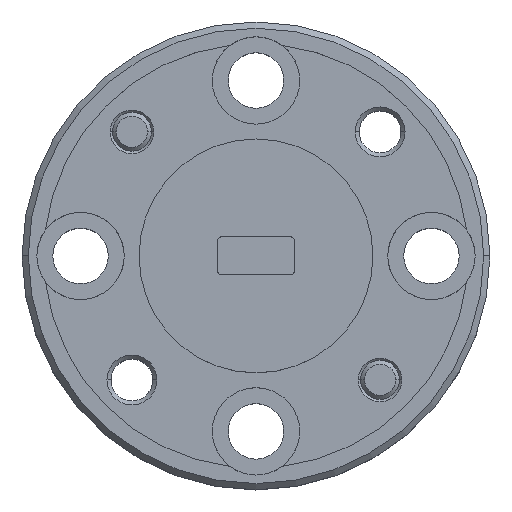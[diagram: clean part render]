
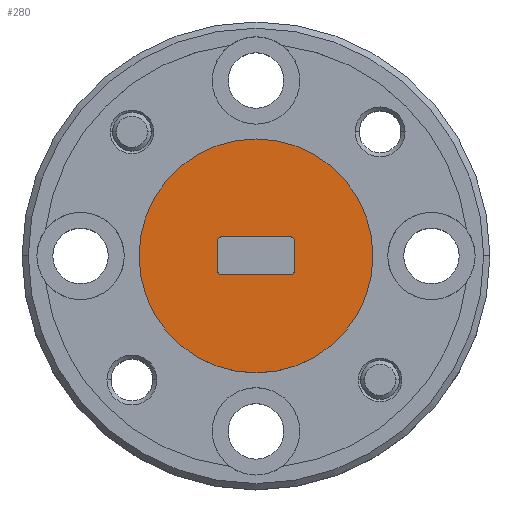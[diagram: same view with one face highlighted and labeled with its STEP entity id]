
A CAD part, top view. The second image highlights one B-rep face of the part: STEP entity #280.
In plain terms, the highlighted planar face has unit normal (0, 0, 1).
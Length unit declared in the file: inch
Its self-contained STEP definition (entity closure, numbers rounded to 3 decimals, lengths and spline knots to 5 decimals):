
#78 = EDGE_LOOP ( 'NONE', ( #4507, #1762, #6564, #5349, #4105, #1975, #1812, #1009 ) ) ;
#235 = CARTESIAN_POINT ( 'NONE',  ( -0.056, 0.0255, 0. ) ) ;
#274 = VECTOR ( 'NONE', #6129, 39.37008 ) ;
#280 = ADVANCED_FACE ( 'NONE', ( #1344, #3778 ), #7592, .T. ) ;
#326 = DIRECTION ( 'NONE',  ( -1., 0., 0. ) ) ;
#397 = DIRECTION ( 'NONE',  ( 0., 0., -1. ) ) ;
#453 = EDGE_CURVE ( 'NONE', #1611, #611, #1926, .T. ) ;
#467 = CIRCLE ( 'NONE', #6728, 0.005 ) ;
#468 = CARTESIAN_POINT ( 'NONE',  ( 0.056, 0.0255, 0. ) ) ;
#512 = CARTESIAN_POINT ( 'NONE',  ( -0.061, -0.0255, 0. ) ) ;
#592 = AXIS2_PLACEMENT_3D ( 'NONE', #2605, #6775, #2530 ) ;
#611 = VERTEX_POINT ( 'NONE', #2609 ) ;
#629 = EDGE_CURVE ( 'NONE', #2608, #6006, #5684, .T. ) ;
#708 = ORIENTED_EDGE ( 'NONE', *, *, #3484, .T. ) ;
#768 = CARTESIAN_POINT ( 'NONE',  ( -0.056, 0.0305, 0. ) ) ;
#811 = CIRCLE ( 'NONE', #7059, 0.005 ) ;
#822 = DIRECTION ( 'NONE',  ( 0., 1., 0. ) ) ;
#857 = CARTESIAN_POINT ( 'NONE',  ( -0.1875, 0., 0. ) ) ;
#953 = CARTESIAN_POINT ( 'NONE',  ( 0., 0., 0. ) ) ;
#1009 = ORIENTED_EDGE ( 'NONE', *, *, #6240, .T. ) ;
#1130 = VERTEX_POINT ( 'NONE', #768 ) ;
#1291 = CARTESIAN_POINT ( 'NONE',  ( 0.061, -0.0305, 0. ) ) ;
#1327 = CARTESIAN_POINT ( 'NONE',  ( -0.061, -0.0305, 0. ) ) ;
#1344 = FACE_BOUND ( 'NONE', #78, .T. ) ;
#1407 = LINE ( 'NONE', #1291, #7442 ) ;
#1468 = CARTESIAN_POINT ( 'NONE',  ( -0.061, 0.0255, 0. ) ) ;
#1470 = DIRECTION ( 'NONE',  ( 1., 0., 0. ) ) ;
#1611 = VERTEX_POINT ( 'NONE', #2851 ) ;
#1762 = ORIENTED_EDGE ( 'NONE', *, *, #6447, .T. ) ;
#1812 = ORIENTED_EDGE ( 'NONE', *, *, #629, .F. ) ;
#1873 = CARTESIAN_POINT ( 'NONE',  ( 0.056, 0.0305, 0. ) ) ;
#1926 = LINE ( 'NONE', #1327, #274 ) ;
#1975 = ORIENTED_EDGE ( 'NONE', *, *, #2584, .T. ) ;
#2146 = DIRECTION ( 'NONE',  ( 0., 0., 1. ) ) ;
#2221 = EDGE_LOOP ( 'NONE', ( #708, #2697 ) ) ;
#2246 = AXIS2_PLACEMENT_3D ( 'NONE', #235, #5617, #4939 ) ;
#2262 = DIRECTION ( 'NONE',  ( 0., 0., -1. ) ) ;
#2530 = DIRECTION ( 'NONE',  ( 1., 0., 0. ) ) ;
#2584 = EDGE_CURVE ( 'NONE', #1611, #6006, #811, .T. ) ;
#2605 = CARTESIAN_POINT ( 'NONE',  ( 0., 0., 0. ) ) ;
#2608 = VERTEX_POINT ( 'NONE', #1468 ) ;
#2609 = CARTESIAN_POINT ( 'NONE',  ( 0.056, -0.0305, 0. ) ) ;
#2650 = CARTESIAN_POINT ( 'NONE',  ( -0.061, -0.0305, 0. ) ) ;
#2697 = ORIENTED_EDGE ( 'NONE', *, *, #6745, .T. ) ;
#2747 = DIRECTION ( 'NONE',  ( 1., 0., 0. ) ) ;
#2750 = CARTESIAN_POINT ( 'NONE',  ( 0.056, -0.0255, 0. ) ) ;
#2851 = CARTESIAN_POINT ( 'NONE',  ( -0.056, -0.0305, 0. ) ) ;
#3484 = EDGE_CURVE ( 'NONE', #5442, #7499, #5773, .T. ) ;
#3499 = VECTOR ( 'NONE', #326, 39.37008 ) ;
#3519 = CIRCLE ( 'NONE', #592, 0.1875 ) ;
#3553 = CARTESIAN_POINT ( 'NONE',  ( 0.061, -0.0255, 0. ) ) ;
#3618 = EDGE_CURVE ( 'NONE', #7542, #4863, #1407, .T. ) ;
#3778 = FACE_OUTER_BOUND ( 'NONE', #2221, .T. ) ;
#3780 = CARTESIAN_POINT ( 'NONE',  ( -0.056, -0.0255, 0. ) ) ;
#4105 = ORIENTED_EDGE ( 'NONE', *, *, #453, .F. ) ;
#4461 = VECTOR ( 'NONE', #5081, 39.37008 ) ;
#4503 = CARTESIAN_POINT ( 'NONE',  ( -0.061, 0.0305, 0. ) ) ;
#4507 = ORIENTED_EDGE ( 'NONE', *, *, #5357, .F. ) ;
#4537 = CIRCLE ( 'NONE', #2246, 0.005 ) ;
#4689 = CARTESIAN_POINT ( 'NONE',  ( 0., 0., 0. ) ) ;
#4863 = VERTEX_POINT ( 'NONE', #5678 ) ;
#4939 = DIRECTION ( 'NONE',  ( 1., 0., 0. ) ) ;
#5081 = DIRECTION ( 'NONE',  ( 0., -1., 0. ) ) ;
#5102 = CARTESIAN_POINT ( 'NONE',  ( 0.1875, 0., 0. ) ) ;
#5122 = AXIS2_PLACEMENT_3D ( 'NONE', #4689, #5931, #5971 ) ;
#5349 = ORIENTED_EDGE ( 'NONE', *, *, #5943, .T. ) ;
#5357 = EDGE_CURVE ( 'NONE', #6234, #1130, #7640, .T. ) ;
#5442 = VERTEX_POINT ( 'NONE', #5102 ) ;
#5617 = DIRECTION ( 'NONE',  ( 0., 0., -1. ) ) ;
#5678 = CARTESIAN_POINT ( 'NONE',  ( 0.061, 0.0255, 0. ) ) ;
#5684 = LINE ( 'NONE', #2650, #4461 ) ;
#5773 = CIRCLE ( 'NONE', #5122, 0.1875 ) ;
#5931 = DIRECTION ( 'NONE',  ( 0., 0., 1. ) ) ;
#5933 = DIRECTION ( 'NONE',  ( 1., 0., 0. ) ) ;
#5943 = EDGE_CURVE ( 'NONE', #7542, #611, #6975, .T. ) ;
#5971 = DIRECTION ( 'NONE',  ( 1., 0., 0. ) ) ;
#6006 = VERTEX_POINT ( 'NONE', #512 ) ;
#6129 = DIRECTION ( 'NONE',  ( 1., 0., 0. ) ) ;
#6230 = DIRECTION ( 'NONE',  ( 0., 0., -1. ) ) ;
#6234 = VERTEX_POINT ( 'NONE', #1873 ) ;
#6240 = EDGE_CURVE ( 'NONE', #2608, #1130, #4537, .T. ) ;
#6447 = EDGE_CURVE ( 'NONE', #6234, #4863, #467, .T. ) ;
#6546 = DIRECTION ( 'NONE',  ( 1., 0., 0. ) ) ;
#6564 = ORIENTED_EDGE ( 'NONE', *, *, #3618, .F. ) ;
#6728 = AXIS2_PLACEMENT_3D ( 'NONE', #468, #2262, #5933 ) ;
#6745 = EDGE_CURVE ( 'NONE', #7499, #5442, #3519, .T. ) ;
#6775 = DIRECTION ( 'NONE',  ( 0., 0., 1. ) ) ;
#6975 = CIRCLE ( 'NONE', #7100, 0.005 ) ;
#7059 = AXIS2_PLACEMENT_3D ( 'NONE', #3780, #6230, #2747 ) ;
#7100 = AXIS2_PLACEMENT_3D ( 'NONE', #2750, #397, #1470 ) ;
#7442 = VECTOR ( 'NONE', #822, 39.37008 ) ;
#7499 = VERTEX_POINT ( 'NONE', #857 ) ;
#7542 = VERTEX_POINT ( 'NONE', #3553 ) ;
#7592 = PLANE ( 'NONE',  #7789 ) ;
#7640 = LINE ( 'NONE', #4503, #3499 ) ;
#7789 = AXIS2_PLACEMENT_3D ( 'NONE', #953, #2146, #6546 ) ;
